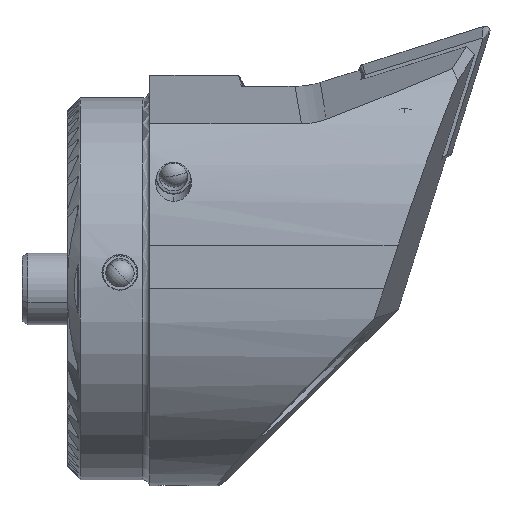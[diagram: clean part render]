
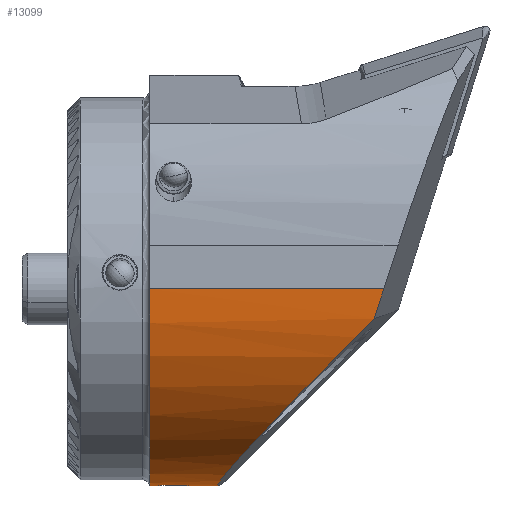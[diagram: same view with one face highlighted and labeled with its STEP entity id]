
A CAD part, front view. The second image highlights one B-rep face of the part: STEP entity #13099.
In plain terms, the highlighted cylindrical face has radius 16.5 mm (diameter 33 mm), a partial arc.
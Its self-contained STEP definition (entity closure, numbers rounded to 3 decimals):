
#2 = AXIS2_PLACEMENT_3D ( 'NONE', #6173, #14043, #12857 ) ;
#62 = ORIENTED_EDGE ( 'NONE', *, *, #8596, .T. ) ;
#246 = CARTESIAN_POINT ( 'NONE',  ( 7., 0., -16.5 ) ) ;
#365 = CARTESIAN_POINT ( 'NONE',  ( 9.698, -0.923, -16.475 ) ) ;
#611 = ORIENTED_EDGE ( 'NONE', *, *, #3925, .T. ) ;
#822 = CARTESIAN_POINT ( 'NONE',  ( -1.123, 0., -16.5 ) ) ;
#1487 = CARTESIAN_POINT ( 'NONE',  ( 7.508, -1.129, -16.461 ) ) ;
#1652 = AXIS2_PLACEMENT_3D ( 'NONE', #3849, #14666, #3793 ) ;
#1678 = CARTESIAN_POINT ( 'NONE',  ( 8.302, -1.49, -16.433 ) ) ;
#1935 = CARTESIAN_POINT ( 'NONE',  ( 25.311, -16.311, -2.488 ) ) ;
#2105 = CARTESIAN_POINT ( 'NONE',  ( 12.234, 0., -16.5 ) ) ;
#2113 = CIRCLE ( 'NONE', #2, 16.5 ) ;
#2117 = DIRECTION ( 'NONE',  ( 1., 0., 0. ) ) ;
#2183 = DIRECTION ( 'NONE',  ( 1., 0., 0. ) ) ;
#2696 = CARTESIAN_POINT ( 'NONE',  ( 6.492, 0., -16.5 ) ) ;
#2850 = CARTESIAN_POINT ( 'NONE',  ( 7., -0.196, -16.5 ) ) ;
#2962 = CARTESIAN_POINT ( 'NONE',  ( 9.81, -0.756, -16.484 ) ) ;
#3064 = B_SPLINE_CURVE_WITH_KNOTS ( 'NONE', 3,
 ( #246, #2850, #9573, #15114, #16367, #1487, #11175, #4190, #4244, #13666, #5538, #1678, #10948, #14998, #13772, #16482, #5713, #8454, #9638, #365, #2962, #15050, #12517, #6962 ),
 .UNSPECIFIED., .F., .F.,
 ( 4, 2, 2, 2, 2, 2, 2, 2, 2, 2, 2, 4 ),
 ( 0.005, 0.005, 0.006, 0.006, 0.006, 0.007, 0.007, 0.008, 0.008, 0.008, 0.009, 0.009 ),
 .UNSPECIFIED. ) ;
#3159 = LINE ( 'NONE', #822, #14131 ) ;
#3457 = CARTESIAN_POINT ( 'NONE',  ( 16.847, -15.023, -10.933 ) ) ;
#3522 = ORIENTED_EDGE ( 'NONE', *, *, #8807, .T. ) ;
#3793 = DIRECTION ( 'NONE',  ( 0., 0., -1. ) ) ;
#3849 = CARTESIAN_POINT ( 'NONE',  ( -1.123, 0., 0. ) ) ;
#3925 = EDGE_CURVE ( 'NONE', #6254, #16868, #3064, .T. ) ;
#4190 = CARTESIAN_POINT ( 'NONE',  ( 7.748, -1.301, -16.449 ) ) ;
#4244 = CARTESIAN_POINT ( 'NONE',  ( 7.834, -1.348, -16.445 ) ) ;
#4701 = EDGE_CURVE ( 'NONE', #6355, #7483, #6565, .T. ) ;
#5186 = VERTEX_POINT ( 'NONE', #11870 ) ;
#5538 = CARTESIAN_POINT ( 'NONE',  ( 8.111, -1.452, -16.436 ) ) ;
#5605 = CARTESIAN_POINT ( 'NONE',  ( 25.832, -16.5, -0.833 ) ) ;
#5668 = ORIENTED_EDGE ( 'NONE', *, *, #4701, .F. ) ;
#5713 = CARTESIAN_POINT ( 'NONE',  ( 9.25, -1.302, -16.449 ) ) ;
#6173 = CARTESIAN_POINT ( 'NONE',  ( 6.492, 0., 0. ) ) ;
#6254 = VERTEX_POINT ( 'NONE', #11678 ) ;
#6355 = VERTEX_POINT ( 'NONE', #7981 ) ;
#6565 = LINE ( 'NONE', #16775, #17128 ) ;
#6588 = EDGE_CURVE ( 'NONE', #8177, #6254, #3159, .T. ) ;
#6679 = CYLINDRICAL_SURFACE ( 'NONE', #1652, 16.5 ) ;
#6857 = CARTESIAN_POINT ( 'NONE',  ( 25.311, -16.311, -2.488 ) ) ;
#6879 = EDGE_LOOP ( 'NONE', ( #3522, #12407, #611, #12086, #11322, #62, #5668 ) ) ;
#6962 = CARTESIAN_POINT ( 'NONE',  ( 10., 0., -16.5 ) ) ;
#7483 = VERTEX_POINT ( 'NONE', #8614 ) ;
#7981 = CARTESIAN_POINT ( 'NONE',  ( 6.492, -16.5, 0. ) ) ;
#8177 = VERTEX_POINT ( 'NONE', #2696 ) ;
#8454 = CARTESIAN_POINT ( 'NONE',  ( 9.414, -1.194, -16.457 ) ) ;
#8596 = EDGE_CURVE ( 'NONE', #5186, #7483, #14802, .T. ) ;
#8614 = CARTESIAN_POINT ( 'NONE',  ( 26.103, -16.5, 0. ) ) ;
#8728 = LINE ( 'NONE', #12989, #16353 ) ;
#8807 = EDGE_CURVE ( 'NONE', #6355, #8177, #2113, .T. ) ;
#9573 = CARTESIAN_POINT ( 'NONE',  ( 7.039, -0.393, -16.496 ) ) ;
#9616 =( BOUNDED_CURVE ( )  B_SPLINE_CURVE ( 3, ( #2105, #12789, #3457, #1935 ),
 .UNSPECIFIED., .F., .F. ) 
 B_SPLINE_CURVE_WITH_KNOTS ( ( 4, 4 ),
 ( 3.074, 4.494 ),
 .UNSPECIFIED. ) 
 CURVE ( )  GEOMETRIC_REPRESENTATION_ITEM ( )  RATIONAL_B_SPLINE_CURVE ( ( 1., 0.839, 0.839, 1. ) ) 
 REPRESENTATION_ITEM ( '' )  );
#9638 = CARTESIAN_POINT ( 'NONE',  ( 9.491, -1.131, -16.461 ) ) ;
#9866 = CARTESIAN_POINT ( 'NONE',  ( 12.234, 0., -16.5 ) ) ;
#10326 = EDGE_CURVE ( 'NONE', #16006, #5186, #9616, .T. ) ;
#10948 = CARTESIAN_POINT ( 'NONE',  ( 8.4, -1.5, -16.432 ) ) ;
#10950 = CARTESIAN_POINT ( 'NONE',  ( 26.103, -16.5, 0. ) ) ;
#11175 = CARTESIAN_POINT ( 'NONE',  ( 7.585, -1.192, -16.457 ) ) ;
#11322 = ORIENTED_EDGE ( 'NONE', *, *, #10326, .T. ) ;
#11330 = FACE_OUTER_BOUND ( 'NONE', #6879, .T. ) ;
#11678 = CARTESIAN_POINT ( 'NONE',  ( 7., 0., -16.5 ) ) ;
#11870 = CARTESIAN_POINT ( 'NONE',  ( 25.311, -16.311, -2.488 ) ) ;
#12086 = ORIENTED_EDGE ( 'NONE', *, *, #15582, .T. ) ;
#12407 = ORIENTED_EDGE ( 'NONE', *, *, #6588, .T. ) ;
#12517 = CARTESIAN_POINT ( 'NONE',  ( 10., -0.198, -16.5 ) ) ;
#12789 = CARTESIAN_POINT ( 'NONE',  ( 11.652, -8.543, -16.5 ) ) ;
#12857 = DIRECTION ( 'NONE',  ( 0., 0., 1. ) ) ;
#12989 = CARTESIAN_POINT ( 'NONE',  ( -1.123, 0., -16.5 ) ) ;
#12997 = DIRECTION ( 'NONE',  ( 1., 0., 0. ) ) ;
#13099 = ADVANCED_FACE ( 'NONE', ( #11330 ), #6679, .T. ) ;
#13666 = CARTESIAN_POINT ( 'NONE',  ( 8.015, -1.423, -16.439 ) ) ;
#13772 = CARTESIAN_POINT ( 'NONE',  ( 8.892, -1.461, -16.435 ) ) ;
#14043 = DIRECTION ( 'NONE',  ( 1., 0., 0. ) ) ;
#14131 = VECTOR ( 'NONE', #2117, 1000. ) ;
#14666 = DIRECTION ( 'NONE',  ( 1., 0., 0. ) ) ;
#14802 =( BOUNDED_CURVE ( )  B_SPLINE_CURVE ( 3, ( #6857, #16305, #5605, #10950 ),
 .UNSPECIFIED., .F., .F. ) 
 B_SPLINE_CURVE_WITH_KNOTS ( ( 4, 4 ),
 ( 4.276, 4.428 ),
 .UNSPECIFIED. ) 
 CURVE ( )  GEOMETRIC_REPRESENTATION_ITEM ( )  RATIONAL_B_SPLINE_CURVE ( ( 1., 0.998, 0.998, 1. ) ) 
 REPRESENTATION_ITEM ( '' )  );
#14998 = CARTESIAN_POINT ( 'NONE',  ( 8.697, -1.5, -16.432 ) ) ;
#15050 = CARTESIAN_POINT ( 'NONE',  ( 9.96, -0.395, -16.496 ) ) ;
#15061 = CARTESIAN_POINT ( 'NONE',  ( 10., 0., -16.5 ) ) ;
#15114 = CARTESIAN_POINT ( 'NONE',  ( 7.189, -0.754, -16.484 ) ) ;
#15582 = EDGE_CURVE ( 'NONE', #16868, #16006, #8728, .T. ) ;
#16006 = VERTEX_POINT ( 'NONE', #9866 ) ;
#16305 = CARTESIAN_POINT ( 'NONE',  ( 25.567, -16.437, -1.664 ) ) ;
#16353 = VECTOR ( 'NONE', #2183, 1000. ) ;
#16367 = CARTESIAN_POINT ( 'NONE',  ( 7.3, -0.922, -16.475 ) ) ;
#16482 = CARTESIAN_POINT ( 'NONE',  ( 9.164, -1.348, -16.445 ) ) ;
#16775 = CARTESIAN_POINT ( 'NONE',  ( -1.123, -16.5, 0. ) ) ;
#16868 = VERTEX_POINT ( 'NONE', #15061 ) ;
#17128 = VECTOR ( 'NONE', #12997, 1000. ) ;
